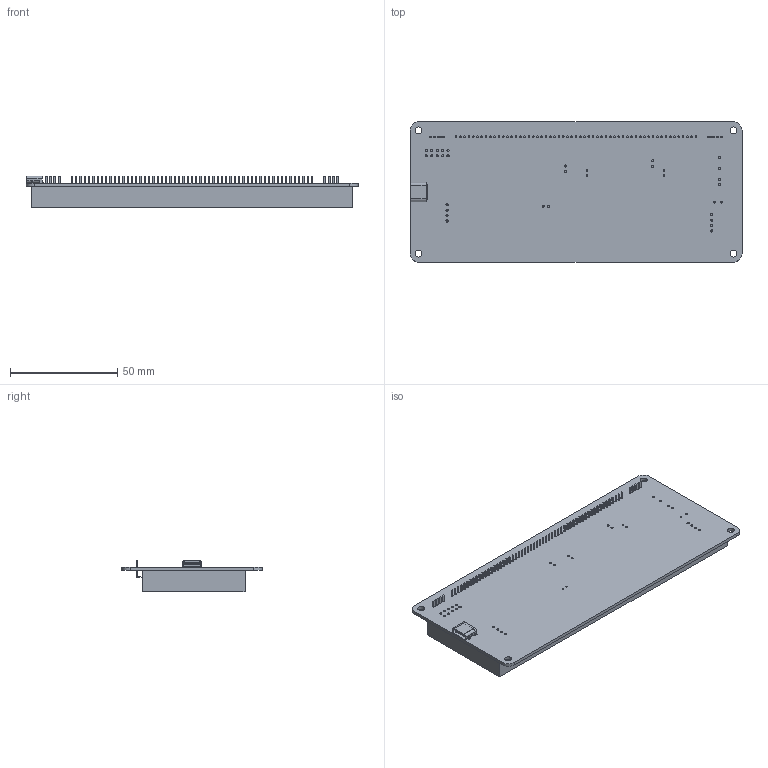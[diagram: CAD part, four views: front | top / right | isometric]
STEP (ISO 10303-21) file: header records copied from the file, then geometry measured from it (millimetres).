
FILE_DESCRIPTION(('KiCad electronic assembly'),'2;1');
FILE_NAME('PCB_Assembly.step','2026-02-13T23:15:44',('Pcbnew'),('Kicad') ,'Open CASCADE STEP processor 7.9','KiCad to STEP converter','Unknown' );
FILE_SCHEMA(('AUTOMOTIVE_DESIGN { 1 0 10303 214 1 1 1 1 }'));
Length unit declared in the file: millimetre
Products named in the file (7): PCB_Assembly 1; HRO  TYPE-C-31-M-12; GP1247AI; Pin; Filament Pin; Body; GP1247AI_PCB
Assembly tree (69 placements, depth 3):
  PCB_Assembly 1
    HRO  TYPE-C-31-M-12
    GP1247AI
      Pin  x57
      Filament Pin  x8
      Body
    GP1247AI_PCB
Bounding box: 155 x 65.5 x 14.8 mm (x, y, z)
Volume: 83534.4 mm3; surface area: 41790 mm2
Topology: 68 solids, 68 shells, 822 faces, 2023 edges, 1342 vertices
Faces by surface type: plane 665, cylinder 147, cone 10
Full cylindrical faces by diameter (mm): 0.5 x2, 0.65 x2, 0.8 x65, 1 x26, 3.2 x4
Entity records: 11396 total; most frequent: DIRECTION 1983, CARTESIAN_POINT 1863, ORIENTED_EDGE 1778, EDGE_CURVE 889, AXIS2_PLACEMENT_3D 706, VERTEX_POINT 586, LINE 571, VECTOR 571
